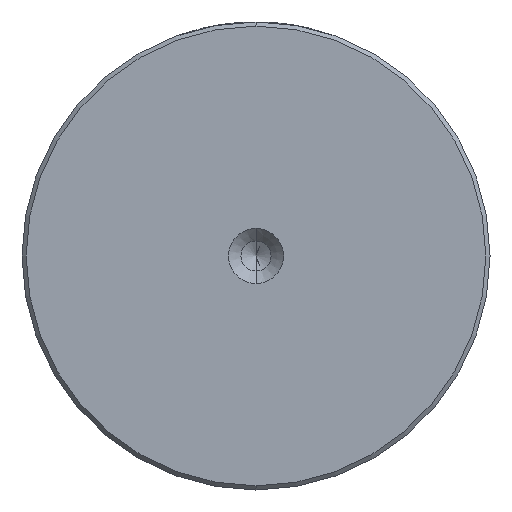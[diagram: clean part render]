
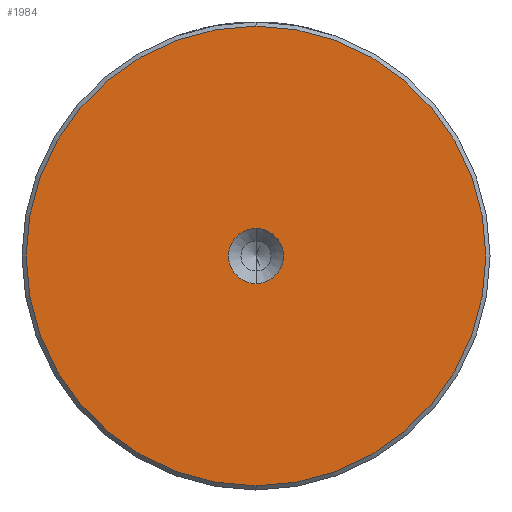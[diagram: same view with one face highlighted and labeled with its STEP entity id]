
A CAD part, left-side view. The second image highlights one B-rep face of the part: STEP entity #1984.
In plain terms, the highlighted planar face has unit normal (-1, 0, 0).
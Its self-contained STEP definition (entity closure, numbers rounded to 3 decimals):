
#75 = CARTESIAN_POINT ( 'NONE',  ( 0., 0., 0. ) ) ;
#189 = EDGE_CURVE ( 'NONE', #1487, #2217, #2691, .T. ) ;
#295 = DIRECTION ( 'NONE',  ( 0., 0., 1. ) ) ;
#299 = DIRECTION ( 'NONE',  ( -1., 0., 0. ) ) ;
#303 = AXIS2_PLACEMENT_3D ( 'NONE', #1616, #3024, #2332 ) ;
#455 = ORIENTED_EDGE ( 'NONE', *, *, #2999, .T. ) ;
#508 = DIRECTION ( 'NONE',  ( -1., 0., 0. ) ) ;
#510 = ORIENTED_EDGE ( 'NONE', *, *, #189, .F. ) ;
#564 = FACE_BOUND ( 'NONE', #2325, .T. ) ;
#638 = CIRCLE ( 'NONE', #1768, 27.5 ) ;
#680 = CIRCLE ( 'NONE', #1841, 27.5 ) ;
#1078 = VERTEX_POINT ( 'NONE', #2002 ) ;
#1138 = EDGE_LOOP ( 'NONE', ( #2004, #455 ) ) ;
#1261 = CIRCLE ( 'NONE', #1447, 3.3 ) ;
#1265 = DIRECTION ( 'NONE',  ( -1., 0., 0. ) ) ;
#1447 = AXIS2_PLACEMENT_3D ( 'NONE', #2669, #1265, #2885 ) ;
#1487 = VERTEX_POINT ( 'NONE', #2527 ) ;
#1536 = CARTESIAN_POINT ( 'NONE',  ( 0., 0., 3.3 ) ) ;
#1556 = AXIS2_PLACEMENT_3D ( 'NONE', #1944, #508, #2175 ) ;
#1599 = EDGE_CURVE ( 'NONE', #1078, #2402, #680, .T. ) ;
#1616 = CARTESIAN_POINT ( 'NONE',  ( 0., 0., 0. ) ) ;
#1738 = DIRECTION ( 'NONE',  ( -1., 0., 0. ) ) ;
#1743 = CARTESIAN_POINT ( 'NONE',  ( 0., 0., 0. ) ) ;
#1757 = FACE_OUTER_BOUND ( 'NONE', #1138, .T. ) ;
#1768 = AXIS2_PLACEMENT_3D ( 'NONE', #1743, #299, #1990 ) ;
#1841 = AXIS2_PLACEMENT_3D ( 'NONE', #75, #1738, #295 ) ;
#1944 = CARTESIAN_POINT ( 'NONE',  ( 0., 0., 0. ) ) ;
#1984 = ADVANCED_FACE ( 'NONE', ( #1757, #564 ), #2843, .T. ) ;
#1990 = DIRECTION ( 'NONE',  ( 0., 0., 1. ) ) ;
#2002 = CARTESIAN_POINT ( 'NONE',  ( 0., 0., -27.5 ) ) ;
#2004 = ORIENTED_EDGE ( 'NONE', *, *, #1599, .T. ) ;
#2175 = DIRECTION ( 'NONE',  ( 0., 0., 1. ) ) ;
#2217 = VERTEX_POINT ( 'NONE', #1536 ) ;
#2325 = EDGE_LOOP ( 'NONE', ( #2453, #510 ) ) ;
#2332 = DIRECTION ( 'NONE',  ( 0., 0., 1. ) ) ;
#2402 = VERTEX_POINT ( 'NONE', #3038 ) ;
#2453 = ORIENTED_EDGE ( 'NONE', *, *, #2995, .F. ) ;
#2527 = CARTESIAN_POINT ( 'NONE',  ( 0., 0., -3.3 ) ) ;
#2669 = CARTESIAN_POINT ( 'NONE',  ( 0., 0., 0. ) ) ;
#2691 = CIRCLE ( 'NONE', #303, 3.3 ) ;
#2843 = PLANE ( 'NONE',  #1556 ) ;
#2885 = DIRECTION ( 'NONE',  ( 0., 0., 1. ) ) ;
#2995 = EDGE_CURVE ( 'NONE', #2217, #1487, #1261, .T. ) ;
#2999 = EDGE_CURVE ( 'NONE', #2402, #1078, #638, .T. ) ;
#3024 = DIRECTION ( 'NONE',  ( -1., 0., 0. ) ) ;
#3038 = CARTESIAN_POINT ( 'NONE',  ( 0., 0., 27.5 ) ) ;
